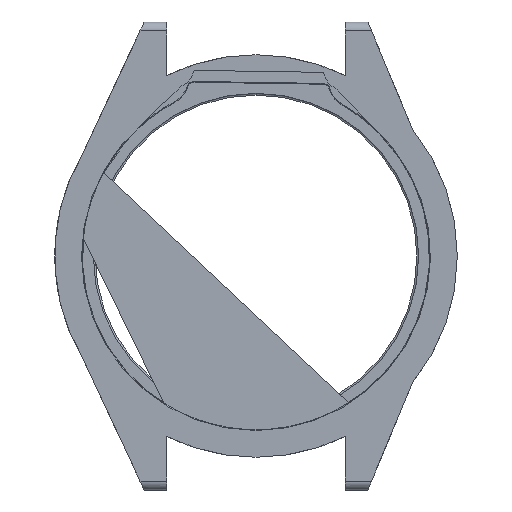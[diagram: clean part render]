
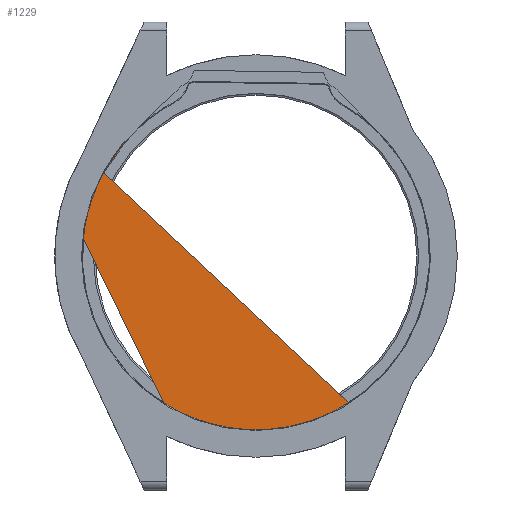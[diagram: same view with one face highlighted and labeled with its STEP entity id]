
A CAD part, front view. The second image highlights one B-rep face of the part: STEP entity #1229.
In plain terms, the highlighted planar face has unit normal (0, -1, 0).
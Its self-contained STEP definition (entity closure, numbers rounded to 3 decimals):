
#13 = VECTOR ( 'NONE', #1345, 1000. ) ;
#53 = EDGE_CURVE ( 'NONE', #247, #1195, #920, .T. ) ;
#141 = DIRECTION ( 'NONE',  ( 0., -1., 0. ) ) ;
#178 = VERTEX_POINT ( 'NONE', #2680 ) ;
#247 = VERTEX_POINT ( 'NONE', #2709 ) ;
#257 = ORIENTED_EDGE ( 'NONE', *, *, #2797, .F. ) ;
#299 = EDGE_LOOP ( 'NONE', ( #2151, #3120, #2495, #589, #257, #1518 ) ) ;
#300 = AXIS2_PLACEMENT_3D ( 'NONE', #1359, #1389, #864 ) ;
#355 = CARTESIAN_POINT ( 'NONE',  ( 0., 10.15, -19.405 ) ) ;
#489 = CARTESIAN_POINT ( 'NONE',  ( 13.654, 10.15, 13.794 ) ) ;
#491 = EDGE_CURVE ( 'NONE', #178, #807, #2297, .T. ) ;
#503 = CARTESIAN_POINT ( 'NONE',  ( 13.929, 10.15, 13.511 ) ) ;
#589 = ORIENTED_EDGE ( 'NONE', *, *, #2324, .F. ) ;
#592 = DIRECTION ( 'NONE',  ( 0., 0., -1. ) ) ;
#699 = VERTEX_POINT ( 'NONE', #503 ) ;
#807 = VERTEX_POINT ( 'NONE', #489 ) ;
#864 = DIRECTION ( 'NONE',  ( 0., 0., -1. ) ) ;
#920 = LINE ( 'NONE', #3073, #1432 ) ;
#958 = AXIS2_PLACEMENT_3D ( 'NONE', #1370, #1116, #592 ) ;
#1116 = DIRECTION ( 'NONE',  ( 0., -1., 0. ) ) ;
#1119 = CIRCLE ( 'NONE', #3060, 19.409 ) ;
#1195 = VERTEX_POINT ( 'NONE', #2754 ) ;
#1229 = ADVANCED_FACE ( 'NONE', ( #1535 ), #2015, .T. ) ;
#1264 = DIRECTION ( 'NONE',  ( 0., 0., -1. ) ) ;
#1278 = DIRECTION ( 'NONE',  ( 0., -1., 0. ) ) ;
#1288 = EDGE_CURVE ( 'NONE', #1195, #2393, #1374, .T. ) ;
#1301 = LINE ( 'NONE', #2065, #13 ) ;
#1310 = DIRECTION ( 'NONE',  ( 0., -1., 0. ) ) ;
#1345 = DIRECTION ( 'NONE',  ( -0.696, 0., 0.718 ) ) ;
#1354 = EDGE_CURVE ( 'NONE', #247, #178, #1119, .T. ) ;
#1359 = CARTESIAN_POINT ( 'NONE',  ( 0., 10.15, 0. ) ) ;
#1370 = CARTESIAN_POINT ( 'NONE',  ( 0., 10.15, 0. ) ) ;
#1374 = CIRCLE ( 'NONE', #1939, 19.405 ) ;
#1389 = DIRECTION ( 'NONE',  ( 0., -1., 0. ) ) ;
#1432 = VECTOR ( 'NONE', #2587, 1000. ) ;
#1518 = ORIENTED_EDGE ( 'NONE', *, *, #1288, .F. ) ;
#1535 = FACE_OUTER_BOUND ( 'NONE', #299, .T. ) ;
#1550 = CARTESIAN_POINT ( 'NONE',  ( 0., 10.15, 0. ) ) ;
#1787 = CARTESIAN_POINT ( 'NONE',  ( 0., 10.15, 0. ) ) ;
#1939 = AXIS2_PLACEMENT_3D ( 'NONE', #1550, #1278, #2255 ) ;
#2015 = PLANE ( 'NONE',  #2555 ) ;
#2065 = CARTESIAN_POINT ( 'NONE',  ( 13.929, 10.15, 13.511 ) ) ;
#2128 = CIRCLE ( 'NONE', #958, 19.405 ) ;
#2151 = ORIENTED_EDGE ( 'NONE', *, *, #53, .F. ) ;
#2255 = DIRECTION ( 'NONE',  ( 0., 0., -1. ) ) ;
#2297 = CIRCLE ( 'NONE', #300, 19.409 ) ;
#2324 = EDGE_CURVE ( 'NONE', #699, #807, #1301, .T. ) ;
#2371 = DIRECTION ( 'NONE',  ( 0., 0., -1. ) ) ;
#2393 = VERTEX_POINT ( 'NONE', #355 ) ;
#2495 = ORIENTED_EDGE ( 'NONE', *, *, #491, .T. ) ;
#2555 = AXIS2_PLACEMENT_3D ( 'NONE', #1787, #1310, #1264 ) ;
#2587 = DIRECTION ( 'NONE',  ( -0.718, 0., -0.696 ) ) ;
#2680 = CARTESIAN_POINT ( 'NONE',  ( 0., 10.15, -19.409 ) ) ;
#2709 = CARTESIAN_POINT ( 'NONE',  ( -13.228, 10.15, 14.204 ) ) ;
#2754 = CARTESIAN_POINT ( 'NONE',  ( -13.511, 10.15, 13.929 ) ) ;
#2797 = EDGE_CURVE ( 'NONE', #2393, #699, #2128, .T. ) ;
#2846 = CARTESIAN_POINT ( 'NONE',  ( 0., 10.15, 0. ) ) ;
#3060 = AXIS2_PLACEMENT_3D ( 'NONE', #2846, #141, #2371 ) ;
#3073 = CARTESIAN_POINT ( 'NONE',  ( -13.511, 10.15, 13.929 ) ) ;
#3120 = ORIENTED_EDGE ( 'NONE', *, *, #1354, .T. ) ;
